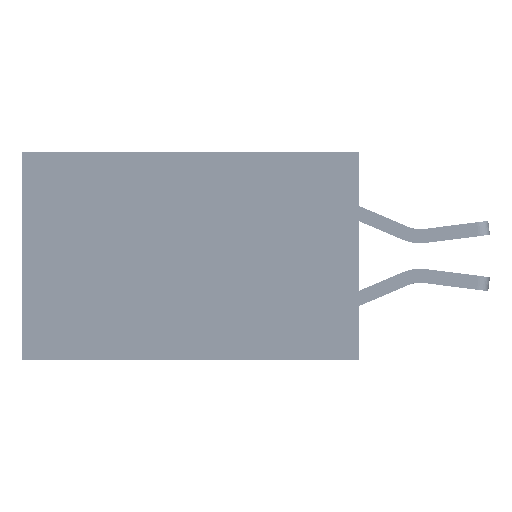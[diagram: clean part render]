
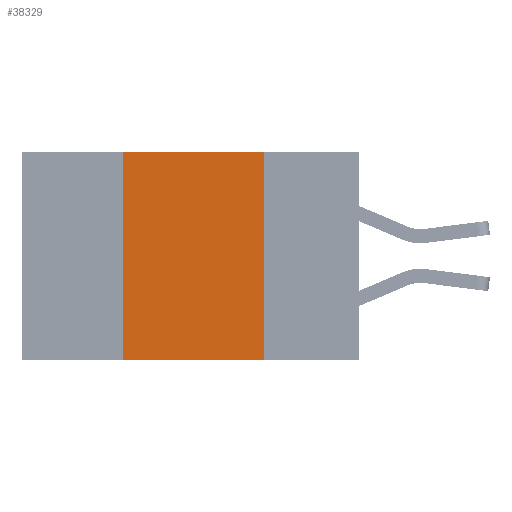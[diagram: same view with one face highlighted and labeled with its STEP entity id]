
A CAD part, left-side view. The second image highlights one B-rep face of the part: STEP entity #38329.
In plain terms, the highlighted planar face has unit normal (-1, 0, 0).
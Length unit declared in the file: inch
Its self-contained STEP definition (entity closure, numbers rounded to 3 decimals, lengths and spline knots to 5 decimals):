
#70 = ORIENTED_EDGE ( 'NONE', *, *, #29006, .F. ) ;
#1080 = FACE_OUTER_BOUND ( 'NONE', #8216, .T. ) ;
#2641 = ORIENTED_EDGE ( 'NONE', *, *, #37016, .F. ) ;
#3092 = VERTEX_POINT ( 'NONE', #10561 ) ;
#3601 = VERTEX_POINT ( 'NONE', #20515 ) ;
#6135 = DIRECTION ( 'NONE',  ( 0., 0., 1. ) ) ;
#6557 = CARTESIAN_POINT ( 'NONE',  ( 0., 0.42, 0. ) ) ;
#6653 = VECTOR ( 'NONE', #6135, 39.37008 ) ;
#8216 = EDGE_LOOP ( 'NONE', ( #24173, #2641, #70, #9666 ) ) ;
#8709 = CARTESIAN_POINT ( 'NONE',  ( 0., 0.17, 0. ) ) ;
#9666 = ORIENTED_EDGE ( 'NONE', *, *, #12963, .T. ) ;
#10561 = CARTESIAN_POINT ( 'NONE',  ( 0., 0.17, -0.37 ) ) ;
#11827 = CARTESIAN_POINT ( 'NONE',  ( 0., 0.42, 0. ) ) ;
#12678 = LINE ( 'NONE', #6557, #6653 ) ;
#12963 = EDGE_CURVE ( 'NONE', #3601, #3092, #29191, .T. ) ;
#13561 = DIRECTION ( 'NONE',  ( 0., 0., -1. ) ) ;
#13846 = CARTESIAN_POINT ( 'NONE',  ( 0., 0.6, -0.37 ) ) ;
#14266 = AXIS2_PLACEMENT_3D ( 'NONE', #23152, #26224, #13561 ) ;
#17239 = PLANE ( 'NONE',  #14266 ) ;
#17792 = DIRECTION ( 'NONE',  ( 0., -1., 0. ) ) ;
#18543 = VERTEX_POINT ( 'NONE', #8709 ) ;
#20515 = CARTESIAN_POINT ( 'NONE',  ( 0., 0.42, -0.37 ) ) ;
#22122 = VECTOR ( 'NONE', #31568, 39.37008 ) ;
#22957 = VERTEX_POINT ( 'NONE', #11827 ) ;
#23152 = CARTESIAN_POINT ( 'NONE',  ( 0., 0.6, 0. ) ) ;
#23575 = EDGE_CURVE ( 'NONE', #18543, #3092, #31981, .T. ) ;
#24173 = ORIENTED_EDGE ( 'NONE', *, *, #23575, .F. ) ;
#25707 = VECTOR ( 'NONE', #32240, 39.37008 ) ;
#26224 = DIRECTION ( 'NONE',  ( 1., 0., 0. ) ) ;
#29006 = EDGE_CURVE ( 'NONE', #3601, #22957, #12678, .T. ) ;
#29191 = LINE ( 'NONE', #13846, #25707 ) ;
#29607 = CARTESIAN_POINT ( 'NONE',  ( 0., 0.6, 0. ) ) ;
#31376 = CARTESIAN_POINT ( 'NONE',  ( 0., 0.17, 0. ) ) ;
#31568 = DIRECTION ( 'NONE',  ( 0., 0., -1. ) ) ;
#31981 = LINE ( 'NONE', #31376, #22122 ) ;
#32240 = DIRECTION ( 'NONE',  ( 0., -1., 0. ) ) ;
#37016 = EDGE_CURVE ( 'NONE', #22957, #18543, #39216, .T. ) ;
#38329 = ADVANCED_FACE ( 'NONE', ( #1080 ), #17239, .F. ) ;
#39216 = LINE ( 'NONE', #29607, #39658 ) ;
#39658 = VECTOR ( 'NONE', #17792, 39.37008 ) ;
